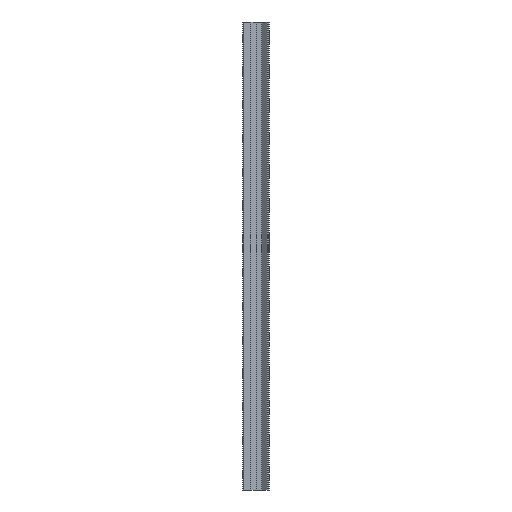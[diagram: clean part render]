
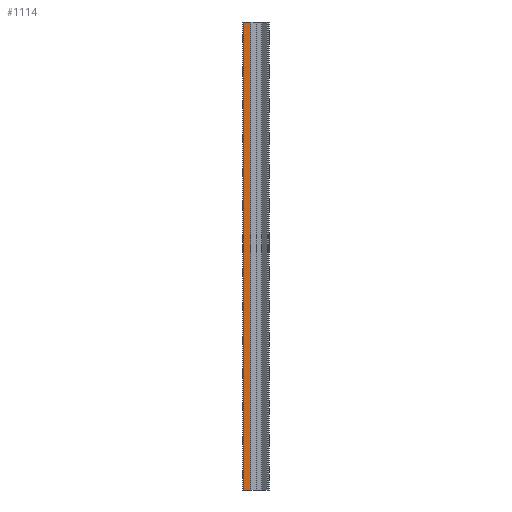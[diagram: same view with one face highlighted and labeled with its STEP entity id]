
A CAD part, left-side view. The second image highlights one B-rep face of the part: STEP entity #1114.
In plain terms, the highlighted planar face has unit normal (-1, 0, 0).
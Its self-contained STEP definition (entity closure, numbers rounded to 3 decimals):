
#144 = VERTEX_POINT ( 'NONE', #1020 ) ;
#252 = LINE ( 'NONE', #1045, #1356 ) ;
#300 = VECTOR ( 'NONE', #1564, 1000. ) ;
#428 = EDGE_CURVE ( 'NONE', #1476, #2575, #1844, .T. ) ;
#435 = EDGE_LOOP ( 'NONE', ( #2658, #747, #2318, #2056 ) ) ;
#516 = CARTESIAN_POINT ( 'NONE',  ( -17., -9.858, 0. ) ) ;
#617 = LINE ( 'NONE', #2091, #1544 ) ;
#624 = EDGE_CURVE ( 'NONE', #144, #1476, #2212, .T. ) ;
#654 = VECTOR ( 'NONE', #3055, 1000. ) ;
#747 = ORIENTED_EDGE ( 'NONE', *, *, #624, .T. ) ;
#772 = FACE_OUTER_BOUND ( 'NONE', #435, .T. ) ;
#1015 = CARTESIAN_POINT ( 'NONE',  ( -17., -9.858, -279. ) ) ;
#1020 = CARTESIAN_POINT ( 'NONE',  ( -17., -1.4, -279. ) ) ;
#1045 = CARTESIAN_POINT ( 'NONE',  ( -17., -1.4, -279. ) ) ;
#1095 = EDGE_CURVE ( 'NONE', #144, #1886, #252, .T. ) ;
#1114 = ADVANCED_FACE ( 'NONE', ( #772 ), #1351, .T. ) ;
#1351 = PLANE ( 'NONE',  #2251 ) ;
#1356 = VECTOR ( 'NONE', #1914, 1000. ) ;
#1476 = VERTEX_POINT ( 'NONE', #2245 ) ;
#1544 = VECTOR ( 'NONE', #2585, 1000. ) ;
#1564 = DIRECTION ( 'NONE',  ( 0., 0., 1. ) ) ;
#1666 = EDGE_CURVE ( 'NONE', #2575, #1886, #617, .T. ) ;
#1844 = LINE ( 'NONE', #1015, #300 ) ;
#1886 = VERTEX_POINT ( 'NONE', #3045 ) ;
#1914 = DIRECTION ( 'NONE',  ( 0., 0., 1. ) ) ;
#2056 = ORIENTED_EDGE ( 'NONE', *, *, #1666, .T. ) ;
#2091 = CARTESIAN_POINT ( 'NONE',  ( -17., -9.858, 279. ) ) ;
#2212 = LINE ( 'NONE', #2487, #654 ) ;
#2245 = CARTESIAN_POINT ( 'NONE',  ( -17., -9.858, -279. ) ) ;
#2251 = AXIS2_PLACEMENT_3D ( 'NONE', #516, #2750, #2491 ) ;
#2318 = ORIENTED_EDGE ( 'NONE', *, *, #428, .T. ) ;
#2373 = CARTESIAN_POINT ( 'NONE',  ( -17., -9.858, 279. ) ) ;
#2487 = CARTESIAN_POINT ( 'NONE',  ( -17., -1.4, -279. ) ) ;
#2491 = DIRECTION ( 'NONE',  ( 0., 0., 1. ) ) ;
#2575 = VERTEX_POINT ( 'NONE', #2373 ) ;
#2585 = DIRECTION ( 'NONE',  ( 0., 1., 0. ) ) ;
#2658 = ORIENTED_EDGE ( 'NONE', *, *, #1095, .F. ) ;
#2750 = DIRECTION ( 'NONE',  ( -1., 0., 0. ) ) ;
#3045 = CARTESIAN_POINT ( 'NONE',  ( -17., -1.4, 279. ) ) ;
#3055 = DIRECTION ( 'NONE',  ( 0., -1., 0. ) ) ;
